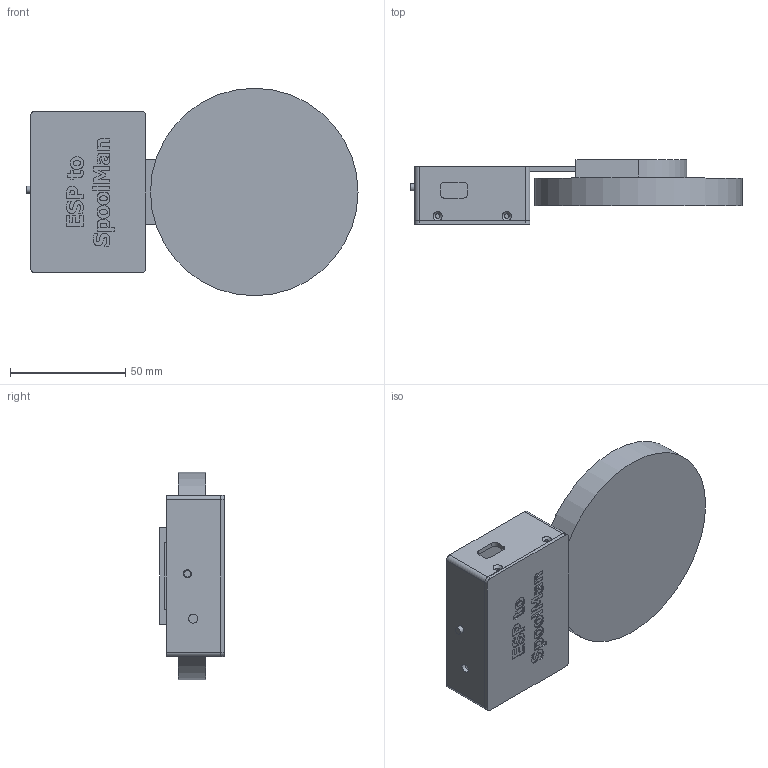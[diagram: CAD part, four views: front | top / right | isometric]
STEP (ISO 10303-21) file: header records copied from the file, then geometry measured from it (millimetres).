
FILE_DESCRIPTION(/* description */ (''),/* implementation_level */ '2;1');
FILE_NAME(/* name */ 'ESP_to_Spoolman.stp',/* time_stamp */ '2026-01-12T23:40:33+07:00',/* author */ ('USER'),/* organization */ (''),/* preprocessor_version */ 'ST-DEVELOPER v18.1',/* originating_system */ 'Autodesk Inventor 2022',/* authorisation */ '');
FILE_SCHEMA (('AUTOMOTIVE_DESIGN { 1 0 10303 214 3 1 1 }'));
Length unit declared in the file: millimetre
Products named in the file (9): ESP_to_Spoolman; Основа; RC522; Держатель катушки; КорпусNFC; Макетная плата 
30х70; ESP32-C3_super_mini_scaled; Кнопка 6х6 на 
плату v2; Крышка
Assembly tree (8 placements, depth 2):
  ESP_to_Spoolman
    Основа
    RC522
    Держатель катушки
    КорпусNFC
    Макетная плата 
30х70
    ESP32-C3_super_mini_scaled
    Кнопка 6х6 на 
плату v2
    Крышка
Bounding box: 144 x 28 x 90 mm (x, y, z)
Volume: 121400 mm3; surface area: 62328 mm2
Topology: 7 solids, 7 shells, 353 faces, 917 edges, 610 vertices
Faces by surface type: plane 193, bspline 109, cylinder 43, cone 8
Full cylindrical faces by diameter (mm): 2 x6, 2.7 x8, 3 x5, 3.5 x1, 4 x1, 6 x4, 90 x1
Entity records: 11769 total; most frequent: CARTESIAN_POINT 3320, ORIENTED_EDGE 1834, DIRECTION 1325, EDGE_CURVE 917, VERTEX_POINT 610, LINE 589, VECTOR 589, EDGE_LOOP 411
